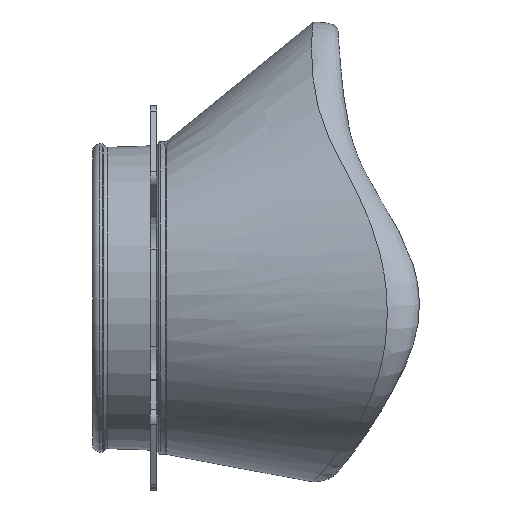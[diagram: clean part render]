
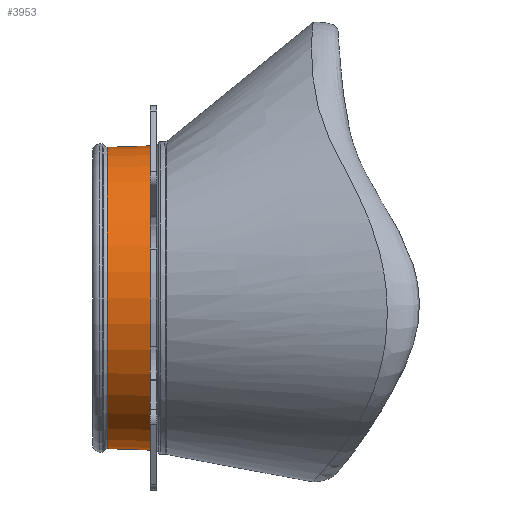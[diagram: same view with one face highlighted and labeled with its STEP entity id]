
A CAD part, left-side view. The second image highlights one B-rep face of the part: STEP entity #3953.
In plain terms, the highlighted conical face has half-angle 2 degrees and reference radius 41.169 mm.
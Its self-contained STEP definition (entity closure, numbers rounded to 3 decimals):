
#197=CONICAL_SURFACE('',#4372,41.169,0.035);
#479=LINE('',#27187,#761);
#761=VECTOR('',#5416,41.169);
#1089=FACE_OUTER_BOUND('',#1283,.T.);
#1283=EDGE_LOOP('',(#3735,#3736,#3737,#3738,#3739,#3740,#3741,#3742));
#1483=CIRCLE('',#4369,41.396);
#1484=CIRCLE('',#4370,41.396);
#1485=CIRCLE('',#4371,41.396);
#1486=CIRCLE('',#4373,40.942);
#1487=CIRCLE('',#4374,40.942);
#1488=CIRCLE('',#4375,40.942);
#1925=VERTEX_POINT('',#27174);
#1926=VERTEX_POINT('',#27176);
#1927=VERTEX_POINT('',#27178);
#1928=VERTEX_POINT('',#27182);
#1929=VERTEX_POINT('',#27183);
#1930=VERTEX_POINT('',#27185);
#2533=EDGE_CURVE('',#1926,#1925,#1483,.T.);
#2534=EDGE_CURVE('',#1927,#1926,#1484,.T.);
#2535=EDGE_CURVE('',#1925,#1927,#1485,.T.);
#2536=EDGE_CURVE('',#1928,#1929,#1486,.T.);
#2537=EDGE_CURVE('',#1930,#1928,#1487,.T.);
#2538=EDGE_CURVE('',#1930,#1927,#479,.T.);
#2539=EDGE_CURVE('',#1929,#1930,#1488,.T.);
#3735=ORIENTED_EDGE('',*,*,#2536,.F.);
#3736=ORIENTED_EDGE('',*,*,#2537,.F.);
#3737=ORIENTED_EDGE('',*,*,#2538,.T.);
#3738=ORIENTED_EDGE('',*,*,#2534,.T.);
#3739=ORIENTED_EDGE('',*,*,#2533,.T.);
#3740=ORIENTED_EDGE('',*,*,#2535,.T.);
#3741=ORIENTED_EDGE('',*,*,#2538,.F.);
#3742=ORIENTED_EDGE('',*,*,#2539,.F.);
#3953=ADVANCED_FACE('',(#1089),#197,.T.);
#4369=AXIS2_PLACEMENT_3D('',#27177,#5404,#5405);
#4370=AXIS2_PLACEMENT_3D('',#27179,#5406,#5407);
#4371=AXIS2_PLACEMENT_3D('',#27180,#5408,#5409);
#4372=AXIS2_PLACEMENT_3D('',#27181,#5410,#5411);
#4373=AXIS2_PLACEMENT_3D('',#27184,#5412,#5413);
#4374=AXIS2_PLACEMENT_3D('',#27186,#5414,#5415);
#4375=AXIS2_PLACEMENT_3D('',#27188,#5417,#5418);
#5404=DIRECTION('center_axis',(0.,1.,0.));
#5405=DIRECTION('ref_axis',(1.,0.,0.));
#5406=DIRECTION('center_axis',(0.,1.,0.));
#5407=DIRECTION('ref_axis',(1.,0.,0.));
#5408=DIRECTION('center_axis',(0.,1.,0.));
#5409=DIRECTION('ref_axis',(1.,0.,0.));
#5410=DIRECTION('center_axis',(0.,-1.,0.));
#5411=DIRECTION('ref_axis',(0.,0.,1.));
#5412=DIRECTION('center_axis',(0.,1.,0.));
#5413=DIRECTION('ref_axis',(1.,0.,0.));
#5414=DIRECTION('center_axis',(0.,1.,0.));
#5415=DIRECTION('ref_axis',(1.,0.,0.));
#5416=DIRECTION('',(0.,-0.999,-0.035));
#5417=DIRECTION('center_axis',(0.,1.,0.));
#5418=DIRECTION('ref_axis',(1.,0.,0.));
#27174=CARTESIAN_POINT('',(41.396,-6.026,-39.));
#27176=CARTESIAN_POINT('',(0.,-6.026,2.396));
#27177=CARTESIAN_POINT('Origin',(0.,-6.026,-39.));
#27178=CARTESIAN_POINT('',(0.,-6.026,-80.396));
#27179=CARTESIAN_POINT('Origin',(0.,-6.026,-39.));
#27180=CARTESIAN_POINT('Origin',(0.,-6.026,-39.));
#27181=CARTESIAN_POINT('Origin',(0.,0.47,-39.));
#27182=CARTESIAN_POINT('',(0.,6.966,1.942));
#27183=CARTESIAN_POINT('',(40.942,6.966,-39.));
#27184=CARTESIAN_POINT('Origin',(0.,6.966,-39.));
#27185=CARTESIAN_POINT('',(0.,6.966,-79.942));
#27186=CARTESIAN_POINT('Origin',(0.,6.966,-39.));
#27187=CARTESIAN_POINT('',(0.,0.47,-80.169));
#27188=CARTESIAN_POINT('Origin',(0.,6.966,-39.));
